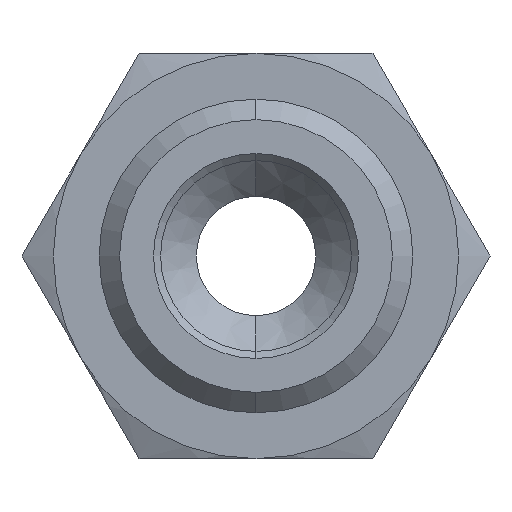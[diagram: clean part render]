
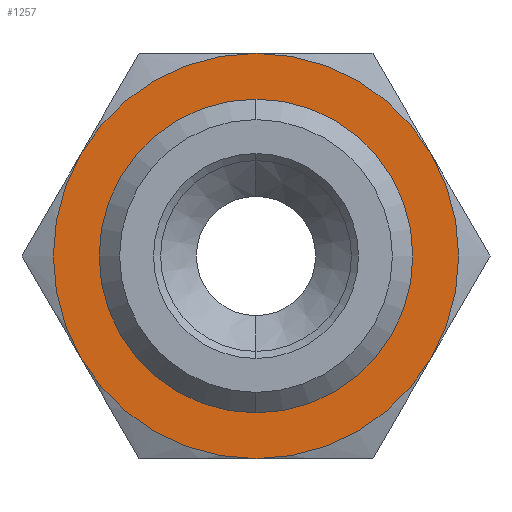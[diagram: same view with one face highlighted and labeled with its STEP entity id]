
A CAD part, left-side view. The second image highlights one B-rep face of the part: STEP entity #1257.
In plain terms, the highlighted planar face has unit normal (-1, 0, 0).
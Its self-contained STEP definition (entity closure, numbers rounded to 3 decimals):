
#69 = CARTESIAN_POINT ( 'NONE',  ( -30., -7.361, 4.25 ) ) ;
#196 = VERTEX_POINT ( 'NONE', #7474 ) ;
#442 = ORIENTED_EDGE ( 'NONE', *, *, #1624, .T. ) ;
#759 = EDGE_CURVE ( 'NONE', #196, #5514, #11143, .T. ) ;
#853 = CARTESIAN_POINT ( 'NONE',  ( -30., 0., -8.5 ) ) ;
#1240 = AXIS2_PLACEMENT_3D ( 'NONE', #13343, #6702, #8802 ) ;
#1257 = ADVANCED_FACE ( 'NONE', ( #11716, #13488 ), #8834, .T. ) ;
#1430 = ORIENTED_EDGE ( 'NONE', *, *, #10441, .T. ) ;
#1624 = EDGE_CURVE ( 'NONE', #5514, #12316, #4537, .T. ) ;
#1734 = DIRECTION ( 'NONE',  ( -1., 0., 0. ) ) ;
#1866 = CIRCLE ( 'NONE', #7067, 5.724 ) ;
#2125 = VERTEX_POINT ( 'NONE', #7333 ) ;
#2172 = DIRECTION ( 'NONE',  ( -1., 0., 0. ) ) ;
#2513 = DIRECTION ( 'NONE',  ( 0., 0., 1. ) ) ;
#2686 = VERTEX_POINT ( 'NONE', #7022 ) ;
#3868 = DIRECTION ( 'NONE',  ( 0., 0., 1. ) ) ;
#4099 = CARTESIAN_POINT ( 'NONE',  ( -30., 0., 0. ) ) ;
#4252 = DIRECTION ( 'NONE',  ( -1., 0., 0. ) ) ;
#4474 = AXIS2_PLACEMENT_3D ( 'NONE', #13927, #10677, #3868 ) ;
#4537 = CIRCLE ( 'NONE', #7248, 8.5 ) ;
#4856 = VERTEX_POINT ( 'NONE', #69 ) ;
#5476 = ORIENTED_EDGE ( 'NONE', *, *, #8594, .T. ) ;
#5503 = CARTESIAN_POINT ( 'NONE',  ( -30., 0., 0. ) ) ;
#5514 = VERTEX_POINT ( 'NONE', #853 ) ;
#5828 = CARTESIAN_POINT ( 'NONE',  ( -30., 0., 0. ) ) ;
#6002 = EDGE_LOOP ( 'NONE', ( #9799, #12202 ) ) ;
#6171 = CARTESIAN_POINT ( 'NONE',  ( -30., -7.361, -4.25 ) ) ;
#6384 = CARTESIAN_POINT ( 'NONE',  ( -30., 0., 0. ) ) ;
#6395 = CIRCLE ( 'NONE', #4474, 8.5 ) ;
#6494 = DIRECTION ( 'NONE',  ( -1., 0., 0. ) ) ;
#6520 = DIRECTION ( 'NONE',  ( 0., 0., 1. ) ) ;
#6596 = CIRCLE ( 'NONE', #11586, 8.5 ) ;
#6633 = DIRECTION ( 'NONE',  ( 0., 0., 1. ) ) ;
#6702 = DIRECTION ( 'NONE',  ( -1., 0., 0. ) ) ;
#6776 = AXIS2_PLACEMENT_3D ( 'NONE', #9033, #2172, #8934 ) ;
#7022 = CARTESIAN_POINT ( 'NONE',  ( -30., 0., -5.724 ) ) ;
#7067 = AXIS2_PLACEMENT_3D ( 'NONE', #5828, #9236, #2513 ) ;
#7194 = DIRECTION ( 'NONE',  ( 0., 0., 1. ) ) ;
#7248 = AXIS2_PLACEMENT_3D ( 'NONE', #6384, #1734, #14195 ) ;
#7333 = CARTESIAN_POINT ( 'NONE',  ( -30., 0., 5.724 ) ) ;
#7474 = CARTESIAN_POINT ( 'NONE',  ( -30., 7.361, -4.25 ) ) ;
#7864 = ORIENTED_EDGE ( 'NONE', *, *, #9825, .T. ) ;
#8034 = CIRCLE ( 'NONE', #14389, 5.724 ) ;
#8085 = AXIS2_PLACEMENT_3D ( 'NONE', #10549, #11667, #7194 ) ;
#8165 = EDGE_CURVE ( 'NONE', #2686, #2125, #8034, .T. ) ;
#8594 = EDGE_CURVE ( 'NONE', #4856, #12638, #10308, .T. ) ;
#8772 = CARTESIAN_POINT ( 'NONE',  ( -30., 7.361, 4.25 ) ) ;
#8802 = DIRECTION ( 'NONE',  ( 0., 0., 1. ) ) ;
#8834 = PLANE ( 'NONE',  #6776 ) ;
#8849 = AXIS2_PLACEMENT_3D ( 'NONE', #5503, #6494, #6633 ) ;
#8934 = DIRECTION ( 'NONE',  ( 0., 0., 1. ) ) ;
#9033 = CARTESIAN_POINT ( 'NONE',  ( -30., 12.68, 0. ) ) ;
#9236 = DIRECTION ( 'NONE',  ( 1., 0., 0. ) ) ;
#9681 = EDGE_CURVE ( 'NONE', #2125, #2686, #1866, .T. ) ;
#9693 = DIRECTION ( 'NONE',  ( 0., 0., 1. ) ) ;
#9799 = ORIENTED_EDGE ( 'NONE', *, *, #9681, .T. ) ;
#9825 = EDGE_CURVE ( 'NONE', #12316, #4856, #6596, .T. ) ;
#10308 = CIRCLE ( 'NONE', #8085, 8.5 ) ;
#10441 = EDGE_CURVE ( 'NONE', #12638, #12565, #6395, .T. ) ;
#10549 = CARTESIAN_POINT ( 'NONE',  ( -30., 0., 0. ) ) ;
#10677 = DIRECTION ( 'NONE',  ( -1., 0., 0. ) ) ;
#10893 = DIRECTION ( 'NONE',  ( 1., 0., 0. ) ) ;
#11097 = EDGE_CURVE ( 'NONE', #12565, #196, #14278, .T. ) ;
#11143 = CIRCLE ( 'NONE', #1240, 8.5 ) ;
#11586 = AXIS2_PLACEMENT_3D ( 'NONE', #13304, #4252, #6520 ) ;
#11667 = DIRECTION ( 'NONE',  ( -1., 0., 0. ) ) ;
#11716 = FACE_BOUND ( 'NONE', #6002, .T. ) ;
#11915 = ORIENTED_EDGE ( 'NONE', *, *, #11097, .T. ) ;
#12202 = ORIENTED_EDGE ( 'NONE', *, *, #8165, .T. ) ;
#12316 = VERTEX_POINT ( 'NONE', #6171 ) ;
#12423 = CARTESIAN_POINT ( 'NONE',  ( -30., 0., 8.5 ) ) ;
#12565 = VERTEX_POINT ( 'NONE', #8772 ) ;
#12638 = VERTEX_POINT ( 'NONE', #12423 ) ;
#12821 = EDGE_LOOP ( 'NONE', ( #5476, #1430, #11915, #14484, #442, #7864 ) ) ;
#13304 = CARTESIAN_POINT ( 'NONE',  ( -30., 0., 0. ) ) ;
#13343 = CARTESIAN_POINT ( 'NONE',  ( -30., 0., 0. ) ) ;
#13488 = FACE_OUTER_BOUND ( 'NONE', #12821, .T. ) ;
#13927 = CARTESIAN_POINT ( 'NONE',  ( -30., 0., 0. ) ) ;
#14195 = DIRECTION ( 'NONE',  ( 0., 0., 1. ) ) ;
#14278 = CIRCLE ( 'NONE', #8849, 8.5 ) ;
#14389 = AXIS2_PLACEMENT_3D ( 'NONE', #4099, #10893, #9693 ) ;
#14484 = ORIENTED_EDGE ( 'NONE', *, *, #759, .T. ) ;
